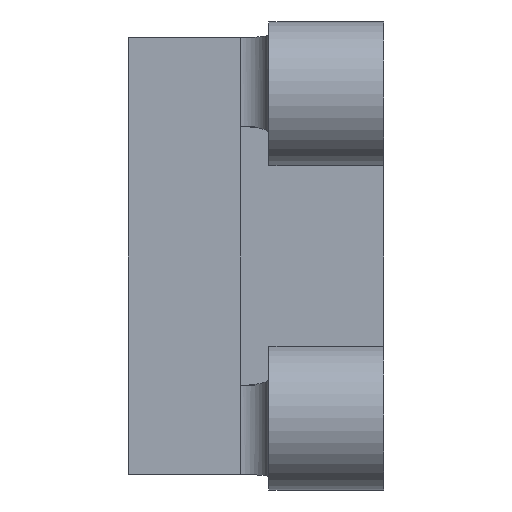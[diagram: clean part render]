
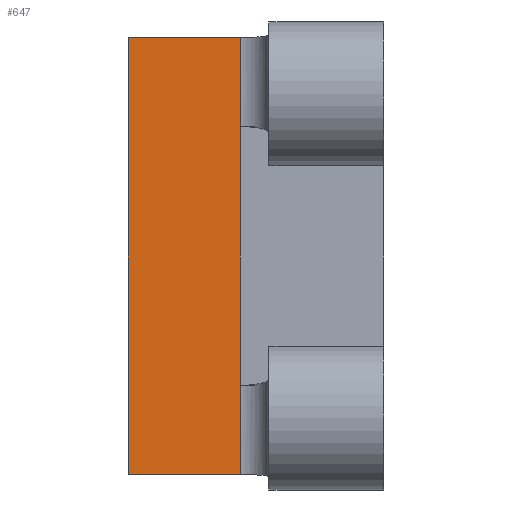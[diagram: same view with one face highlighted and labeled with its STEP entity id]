
A CAD part, left-side view. The second image highlights one B-rep face of the part: STEP entity #647.
In plain terms, the highlighted planar face has unit normal (-1, 0, 0).
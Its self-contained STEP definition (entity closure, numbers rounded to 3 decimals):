
#53=PLANE('',#708);
#77=FACE_OUTER_BOUND('',#112,.T.);
#112=EDGE_LOOP('',(#456,#457,#458,#459,#460,#461));
#152=LINE('',#959,#216);
#157=LINE('',#981,#221);
#158=LINE('',#984,#222);
#159=LINE('',#986,#223);
#160=LINE('',#987,#224);
#161=LINE('',#988,#225);
#216=VECTOR('',#767,10.);
#221=VECTOR('',#788,10.);
#222=VECTOR('',#791,10.);
#223=VECTOR('',#792,10.);
#224=VECTOR('',#793,10.);
#225=VECTOR('',#794,10.);
#285=VERTEX_POINT('',#956);
#286=VERTEX_POINT('',#958);
#293=VERTEX_POINT('',#975);
#295=VERTEX_POINT('',#979);
#296=VERTEX_POINT('',#983);
#297=VERTEX_POINT('',#985);
#348=EDGE_CURVE('',#285,#286,#152,.T.);
#359=EDGE_CURVE('',#295,#293,#157,.T.);
#360=EDGE_CURVE('',#296,#285,#158,.T.);
#361=EDGE_CURVE('',#296,#297,#159,.T.);
#362=EDGE_CURVE('',#293,#297,#160,.T.);
#363=EDGE_CURVE('',#295,#286,#161,.T.);
#456=ORIENTED_EDGE('',*,*,#348,.F.);
#457=ORIENTED_EDGE('',*,*,#360,.F.);
#458=ORIENTED_EDGE('',*,*,#361,.T.);
#459=ORIENTED_EDGE('',*,*,#362,.F.);
#460=ORIENTED_EDGE('',*,*,#359,.F.);
#461=ORIENTED_EDGE('',*,*,#363,.T.);
#647=ADVANCED_FACE('',(#77),#53,.T.);
#708=AXIS2_PLACEMENT_3D('',#982,#789,#790);
#767=DIRECTION('',(0.,0.,-1.));
#788=DIRECTION('',(0.,0.,-1.));
#789=DIRECTION('center_axis',(-1.,0.,0.));
#790=DIRECTION('ref_axis',(0.,1.,0.));
#791=DIRECTION('',(0.,-1.,0.));
#792=DIRECTION('',(0.,0.,-1.));
#793=DIRECTION('',(0.,1.,0.));
#794=DIRECTION('',(0.,0.,1.));
#956=CARTESIAN_POINT('',(-2.772,5.,0.));
#958=CARTESIAN_POINT('',(-2.772,5.,-3.1));
#959=CARTESIAN_POINT('',(-2.772,5.,-0.98));
#975=CARTESIAN_POINT('',(-2.772,5.,-15.2));
#979=CARTESIAN_POINT('',(-2.772,5.,-12.1));
#981=CARTESIAN_POINT('',(-2.772,5.,-6.62));
#982=CARTESIAN_POINT('Origin',(-2.772,0.,0.));
#983=CARTESIAN_POINT('',(-2.772,8.9,0.));
#984=CARTESIAN_POINT('',(-2.772,8.9,0.));
#985=CARTESIAN_POINT('',(-2.772,8.9,-15.2));
#986=CARTESIAN_POINT('',(-2.772,8.9,0.));
#987=CARTESIAN_POINT('',(-2.772,8.9,-15.2));
#988=CARTESIAN_POINT('',(-2.772,5.,-6.05));
